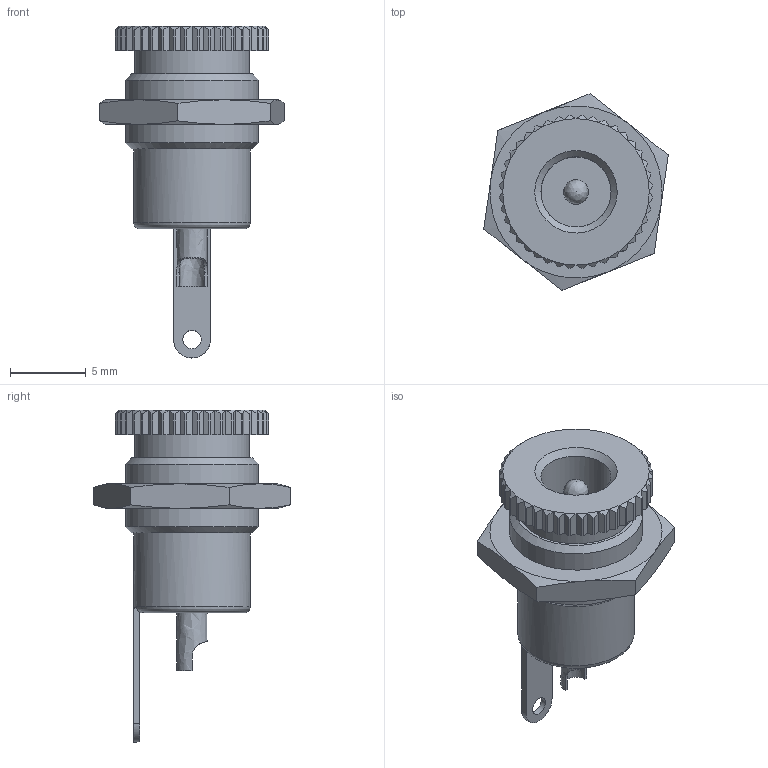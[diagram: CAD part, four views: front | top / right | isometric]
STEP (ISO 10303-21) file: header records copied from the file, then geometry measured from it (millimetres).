
FILE_DESCRIPTION(('FreeCAD Model'),'2;1');
FILE_NAME('Open CASCADE Shape Model','2025-04-30T10:44:49',('FreeCAD'),( 'FreeCAD'),'Open CASCADE STEP processor 7.6','FreeCAD','Unknown');
FILE_SCHEMA(('AUTOMOTIVE_DESIGN { 1 0 10303 214 1 1 1 1 }'));
Length unit declared in the file: millimetre
Products named in the file (1): Open CASCADE STEP translator 7.6 1
Bounding box: 12.21 x 13.03 x 21.98 mm (x, y, z)
Volume: 732.9 mm3; surface area: 962.3 mm2
Topology: 2 solids, 2 shells, 214 faces, 516 edges, 311 vertices
Faces by surface type: bspline 214
Entity records: 6081 total; most frequent: CARTESIAN_POINT 3091, ORIENTED_EDGE 1030, EDGE_CURVE 515, B_SPLINE_CURVE_WITH_KNOTS 351, VERTEX_POINT 311, FACE_BOUND 224, EDGE_LOOP 224, ADVANCED_FACE 214
